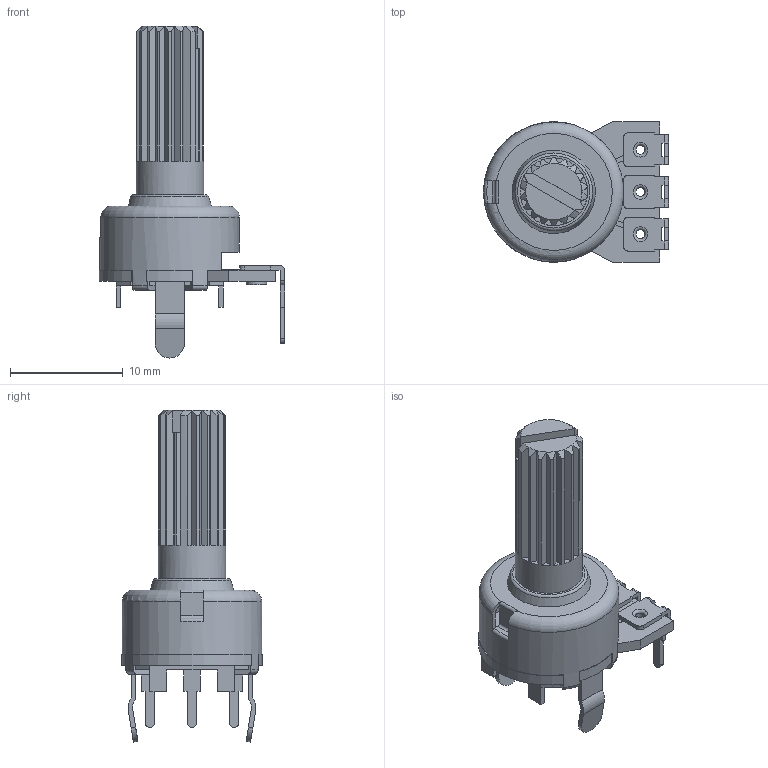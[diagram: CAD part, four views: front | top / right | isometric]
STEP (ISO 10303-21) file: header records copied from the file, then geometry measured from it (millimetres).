
FILE_DESCRIPTION(/* description */ (''),/* implementation_level */ '2;1');
FILE_NAME(/* name */ 'R1212N_Knuled_Shaft.stp',/* time_stamp */ '2024-05-31T21:56:47+03:00',/* author */ ('crscnt'),/* organization */ (''),/* preprocessor_version */ 'ST-DEVELOPER v20',/* originating_system */ 'Autodesk Inventor 2025',/* authorisation */ '');
FILE_SCHEMA (('AUTOMOTIVE_DESIGN { 1 0 10303 214 3 1 1 }'));
Length unit declared in the file: millimetre
Products named in the file (1): R1212N
Bounding box: 16.45 x 12.5 x 29.5 mm (x, y, z)
Volume: 934 mm3; surface area: 1687.7 mm2
Topology: 1 solids, 1 shells, 386 faces, 1138 edges, 739 vertices
Faces by surface type: plane 307, cylinder 51, cone 17, torus 11
Full cylindrical faces by diameter (mm): 0.8 x3, 1.25 x1, 1.8 x3, 6 x2, 11.6 x1, 12.4 x1
Entity records: 13142 total; most frequent: CARTESIAN_POINT 2474, ORIENTED_EDGE 2276, DIRECTION 2126, EDGE_CURVE 1138, LINE 816, VECTOR 816, VERTEX_POINT 739, AXIS2_PLACEMENT_3D 655
